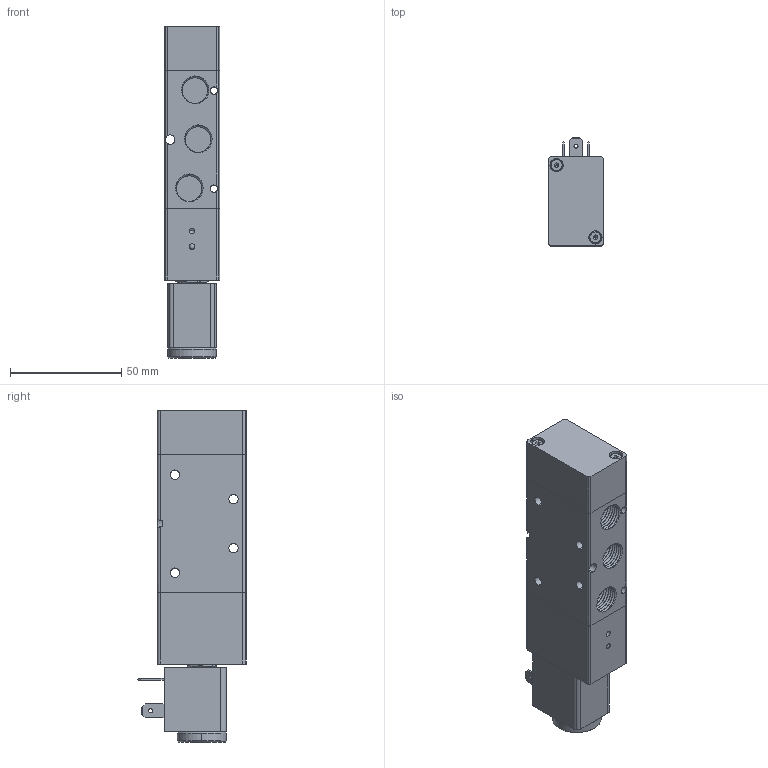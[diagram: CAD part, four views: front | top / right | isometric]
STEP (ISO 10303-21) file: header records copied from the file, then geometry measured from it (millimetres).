
FILE_DESCRIPTION((''),'2;1');
FILE_NAME('01_045_3.stp','2003-01-02T18:33:02',('Branislav Petkovic'),('AZ Pneumatica'),'AutoCAD STEP 2000i','AutoCAD 2000i','Via J. F. Kennedy, 26, 20020 Misinto (MI), ITALY');
FILE_SCHEMA(('CONFIG_CONTROL_DESIGN'));
Length unit declared in the file: millimetre
Products named in the file (11): 01_045_3; 522 TELO; PART1A; MAGNET; PART1; X22 OPRUGA DUZA; PART2; X22 KOTVA KRATKA; PART2A; STEZAC; PODLOSKA
Assembly tree (10 placements, depth 3):
  01_045_3
    522 TELO
      PART1A
    MAGNET
      PART1
    X22 OPRUGA DUZA
      PART2
    X22 KOTVA KRATKA
      PART2A
      STEZAC
      PODLOSKA
Bounding box: 25 x 49.09 x 149 mm (x, y, z)
Surface area: 35078.3 mm2 (no closed solid volume)
Topology: 0 solids, 8 shells, 511 faces, 1343 edges, 866 vertices
Faces by surface type: cylinder 289, plane 146, cone 48, bspline 18, torus 8, sphere 2
Entity records: 30194 total; most frequent: CARTESIAN_POINT 17961, ORIENTED_EDGE 2660, DIRECTION 2286, EDGE_CURVE 1330, VERTEX_POINT 865, AXIS2_PLACEMENT_3D 857, VECTOR 572, LINE 572
